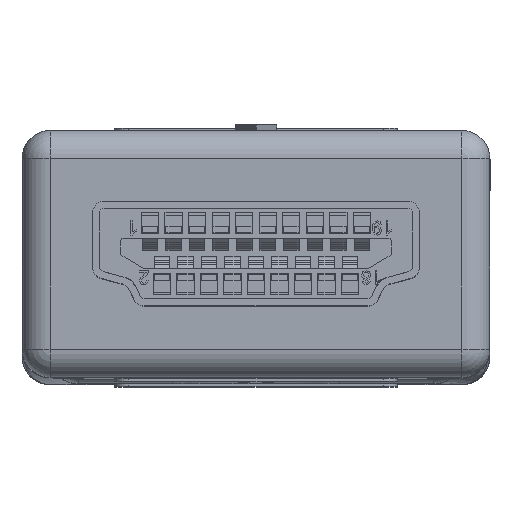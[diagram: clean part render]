
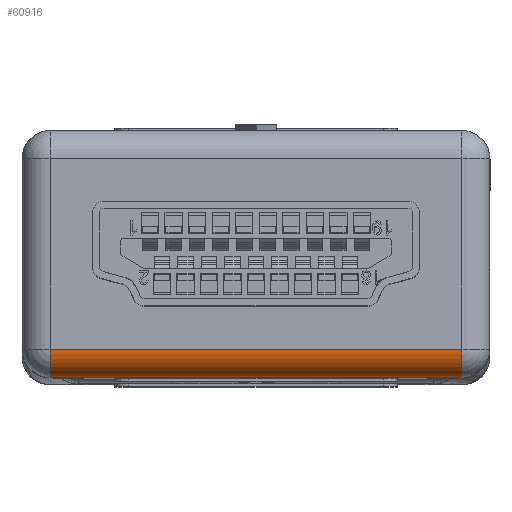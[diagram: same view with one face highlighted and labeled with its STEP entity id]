
A CAD part, top view. The second image highlights one B-rep face of the part: STEP entity #60916.
In plain terms, the highlighted cylindrical face has radius 1.2 mm (diameter 2.4 mm), a partial arc.
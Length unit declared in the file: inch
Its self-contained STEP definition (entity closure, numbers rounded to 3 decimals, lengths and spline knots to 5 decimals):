
#11485 = CARTESIAN_POINT ( 'NONE',  ( 0.34449, 0.55315, 0.20669 ) ) ;
#11494 = CARTESIAN_POINT ( 'NONE',  ( -0.34449, 0.55315, 0.20669 ) ) ;
#11593 = DIRECTION ( 'NONE',  ( -1., 0., 0. ) ) ;
#11594 = VECTOR ( 'NONE', #11593, 39.37008 ) ;
#11595 = CARTESIAN_POINT ( 'NONE',  ( -0.39173, 0.55315, 0.20669 ) ) ;
#11596 = LINE ( 'NONE', #11595, #11594 ) ;
#13068 = DIRECTION ( 'NONE',  ( 1., 0., 0. ) ) ;
#13069 = CARTESIAN_POINT ( 'NONE',  ( 0.39173, 0.60039, 0.15945 ) ) ;
#13070 = LINE ( 'NONE', #13069, #13089 ) ;
#13089 = VECTOR ( 'NONE', #13068, 39.37008 ) ;
#13172 = CARTESIAN_POINT ( 'NONE',  ( -0.34449, 0.60039, 0.15945 ) ) ;
#13173 = CARTESIAN_POINT ( 'NONE',  ( 0.34449, 0.60039, 0.15945 ) ) ;
#19251 = CARTESIAN_POINT ( 'NONE',  ( 0.34449, 0.55315, 0.15945 ) ) ;
#19252 = AXIS2_PLACEMENT_3D ( 'NONE', #19251, #19695, #19693 ) ;
#19254 = CIRCLE ( 'NONE', #19252, 0.04724 ) ;
#19693 = DIRECTION ( 'NONE',  ( 0., 0., -1. ) ) ;
#19695 = DIRECTION ( 'NONE',  ( -1., 0., 0. ) ) ;
#19825 = CARTESIAN_POINT ( 'NONE',  ( -0.34449, 0.55315, 0.15945 ) ) ;
#19885 = DIRECTION ( 'NONE',  ( 0., 0., 1. ) ) ;
#19887 = DIRECTION ( 'NONE',  ( -1., 0., 0. ) ) ;
#19903 = CIRCLE ( 'NONE', #19912, 0.04724 ) ;
#19912 = AXIS2_PLACEMENT_3D ( 'NONE', #19825, #19887, #19885 ) ;
#20092 = DIRECTION ( 'NONE',  ( 0., 0., 1. ) ) ;
#20094 = DIRECTION ( 'NONE',  ( -1., 0., 0. ) ) ;
#20107 = AXIS2_PLACEMENT_3D ( 'NONE', #20135, #20094, #20092 ) ;
#20116 = CYLINDRICAL_SURFACE ( 'NONE', #20107, 0.04724 ) ;
#20135 = CARTESIAN_POINT ( 'NONE',  ( -0.39173, 0.55315, 0.15945 ) ) ;
#20149 = FACE_OUTER_BOUND ( 'NONE', #60841, .T. ) ;
#56125 = VERTEX_POINT ( 'NONE', #11494 ) ;
#56134 = VERTEX_POINT ( 'NONE', #11485 ) ;
#56156 = EDGE_CURVE ( 'NONE', #56134, #56125, #11596, .T. ) ;
#57400 = EDGE_CURVE ( 'NONE', #57448, #57445, #13070, .T. ) ;
#57445 = VERTEX_POINT ( 'NONE', #13173 ) ;
#57448 = VERTEX_POINT ( 'NONE', #13172 ) ;
#60756 = EDGE_CURVE ( 'NONE', #56134, #57445, #19254, .T. ) ;
#60833 = EDGE_CURVE ( 'NONE', #56125, #57448, #19903, .T. ) ;
#60841 = EDGE_LOOP ( 'NONE', ( #60866, #60924, #60920, #60917 ) ) ;
#60866 = ORIENTED_EDGE ( 'NONE', *, *, #60756, .T. ) ;
#60916 = ADVANCED_FACE ( 'NONE', ( #20149 ), #20116, .T. ) ;
#60917 = ORIENTED_EDGE ( 'NONE', *, *, #56156, .F. ) ;
#60920 = ORIENTED_EDGE ( 'NONE', *, *, #60833, .F. ) ;
#60924 = ORIENTED_EDGE ( 'NONE', *, *, #57400, .F. ) ;
